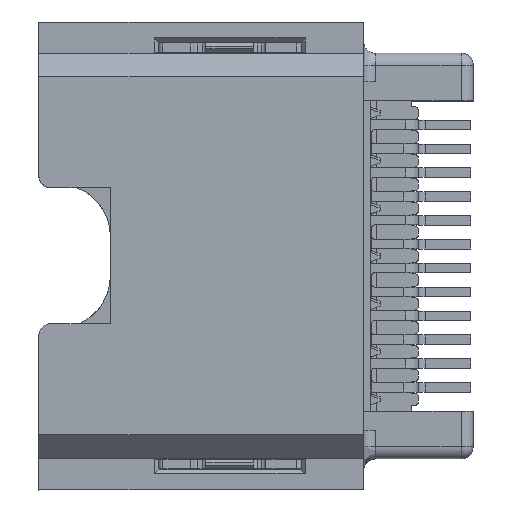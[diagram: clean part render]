
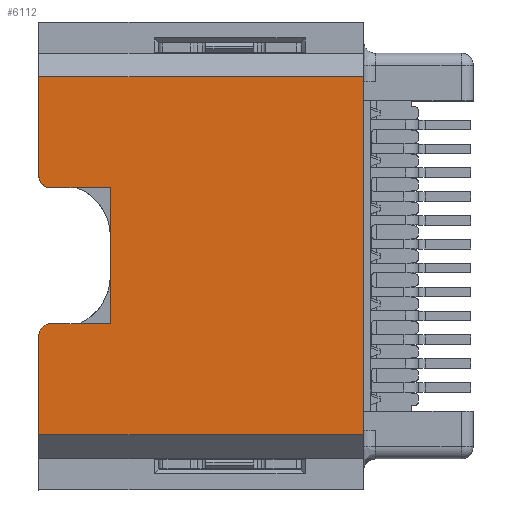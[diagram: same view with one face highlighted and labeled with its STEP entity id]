
A CAD part, top view. The second image highlights one B-rep face of the part: STEP entity #6112.
In plain terms, the highlighted planar face has unit normal (0, 0, 1).
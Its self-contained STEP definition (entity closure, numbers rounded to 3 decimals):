
#2859=CARTESIAN_POINT('',(13.6,63.492,11.279));
#2860=VERTEX_POINT('',#2859);
#2867=CARTESIAN_POINT('',(13.6,48.492,11.279));
#2868=VERTEX_POINT('',#2867);
#2869=CARTESIAN_POINT('',(13.6,63.492,11.279));
#2870=DIRECTION('',(0.,-1.,0.));
#2871=VECTOR('',#2870,15.);
#2872=LINE('',#2869,#2871);
#2873=EDGE_CURVE('',#2860,#2868,#2872,.T.);
#5629=CARTESIAN_POINT('',(0.,52.642,11.279));
#5630=VERTEX_POINT('',#5629);
#5637=CARTESIAN_POINT('',(0.5,53.142,11.279));
#5638=VERTEX_POINT('',#5637);
#5639=CARTESIAN_POINT('',(0.5,52.642,11.279));
#5640=DIRECTION('',(-1.,0.,0.));
#5641=DIRECTION('',(0.,0.,-1.));
#5642=AXIS2_PLACEMENT_3D('',#5639,#5641,#5640);
#5643=CIRCLE('',#5642,0.5);
#5644=EDGE_CURVE('',#5630,#5638,#5643,.T.);
#5662=CARTESIAN_POINT('',(3.,53.142,11.279));
#5663=VERTEX_POINT('',#5662);
#5664=CARTESIAN_POINT('',(0.5,53.142,11.279));
#5665=DIRECTION('',(1.,0.,0.));
#5666=VECTOR('',#5665,2.5);
#5667=LINE('',#5664,#5666);
#5668=EDGE_CURVE('',#5638,#5663,#5667,.T.);
#5691=CARTESIAN_POINT('',(3.,58.842,11.279));
#5692=VERTEX_POINT('',#5691);
#5693=CARTESIAN_POINT('',(3.,53.142,11.279));
#5694=DIRECTION('',(0.,1.,0.));
#5695=VECTOR('',#5694,5.7);
#5696=LINE('',#5693,#5695);
#5697=EDGE_CURVE('',#5663,#5692,#5696,.T.);
#6031=CARTESIAN_POINT('',(0.,63.492,11.279));
#6032=VERTEX_POINT('',#6031);
#6039=CARTESIAN_POINT('',(0.,63.492,11.279));
#6040=DIRECTION('',(1.,0.,0.));
#6041=VECTOR('',#6040,13.6);
#6042=LINE('',#6039,#6041);
#6043=EDGE_CURVE('',#6032,#2860,#6042,.T.);
#6055=CARTESIAN_POINT('',(13.6,36.492,11.279));
#6056=DIRECTION('',(0.,1.,0.));
#6057=DIRECTION('',(0.,-0.,1.));
#6058=AXIS2_PLACEMENT_3D('',#6055,#6057,#6056);
#6059=PLANE('',#6058);
#6060=CARTESIAN_POINT('',(0.,48.492,11.279));
#6061=VERTEX_POINT('',#6060);
#6062=CARTESIAN_POINT('',(0.,52.642,11.279));
#6063=DIRECTION('',(0.,-1.,0.));
#6064=VECTOR('',#6063,4.15);
#6065=LINE('',#6062,#6064);
#6066=EDGE_CURVE('',#5630,#6061,#6065,.T.);
#6067=ORIENTED_EDGE('',*,*,#6066,.T.);
#6068=CARTESIAN_POINT('',(0.,48.492,11.279));
#6069=DIRECTION('',(1.,0.,0.));
#6070=VECTOR('',#6069,13.6);
#6071=LINE('',#6068,#6070);
#6072=EDGE_CURVE('',#6061,#2868,#6071,.T.);
#6073=ORIENTED_EDGE('',*,*,#6072,.T.);
#6074=ORIENTED_EDGE('',*,*,#2873,.F.);
#6075=ORIENTED_EDGE('',*,*,#6043,.F.);
#6076=CARTESIAN_POINT('',(0.,59.342,11.279));
#6077=VERTEX_POINT('',#6076);
#6078=CARTESIAN_POINT('',(0.,63.492,11.279));
#6079=DIRECTION('',(0.,-1.,0.));
#6080=VECTOR('',#6079,4.15);
#6081=LINE('',#6078,#6080);
#6082=EDGE_CURVE('',#6032,#6077,#6081,.T.);
#6083=ORIENTED_EDGE('',*,*,#6082,.T.);
#6084=CARTESIAN_POINT('',(0.5,58.842,11.279));
#6085=VERTEX_POINT('',#6084);
#6086=CARTESIAN_POINT('',(0.,59.342,11.279));
#6087=CARTESIAN_POINT('',(0.,59.31,11.279));
#6088=CARTESIAN_POINT('',(0.002,59.279,11.279));
#6089=CARTESIAN_POINT('',(0.007,59.248,11.279));
#6090=CARTESIAN_POINT('',(0.029,59.156,11.279));
#6091=CARTESIAN_POINT('',(0.073,59.071,11.279));
#6092=CARTESIAN_POINT('',(0.11,59.019,11.279));
#6093=CARTESIAN_POINT('',(0.2,58.929,11.279));
#6094=CARTESIAN_POINT('',(0.314,58.871,11.279));
#6095=CARTESIAN_POINT('',(0.374,58.852,11.279));
#6096=CARTESIAN_POINT('',(0.437,58.842,11.279));
#6097=CARTESIAN_POINT('',(0.5,58.842,11.279));
#6098=B_SPLINE_CURVE_WITH_KNOTS('',5,(#6086,#6087,#6088,#6089,#6090,#6091,#6092,#6093,#6094,#6095,#6096,#6097),.UNSPECIFIED.,.F.,.U.,(6,3,3,6),(0.,0.222,0.666,1.11),.UNSPECIFIED.);
#6099=EDGE_CURVE('',#6077,#6085,#6098,.T.);
#6100=ORIENTED_EDGE('',*,*,#6099,.T.);
#6101=CARTESIAN_POINT('',(0.5,58.842,11.279));
#6102=DIRECTION('',(1.,0.,0.));
#6103=VECTOR('',#6102,2.5);
#6104=LINE('',#6101,#6103);
#6105=EDGE_CURVE('',#6085,#5692,#6104,.T.);
#6106=ORIENTED_EDGE('',*,*,#6105,.T.);
#6107=ORIENTED_EDGE('',*,*,#5697,.F.);
#6108=ORIENTED_EDGE('',*,*,#5668,.F.);
#6109=ORIENTED_EDGE('',*,*,#5644,.F.);
#6110=EDGE_LOOP('',(#6067,#6073,#6074,#6075,#6083,#6100,#6106,#6107,#6108,#6109));
#6111=FACE_OUTER_BOUND('',#6110,.T.);
#6112=ADVANCED_FACE('',(#6111),#6059,.T.);
